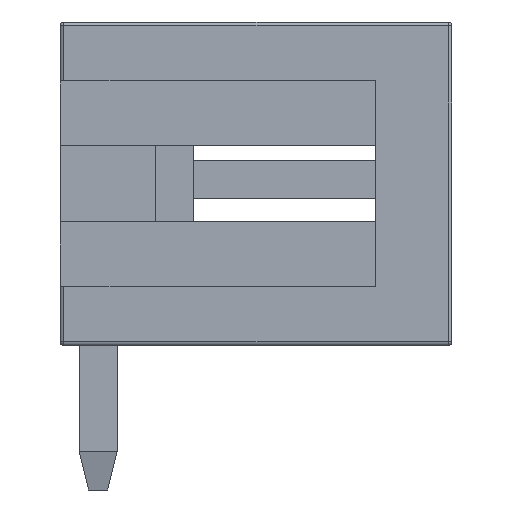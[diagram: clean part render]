
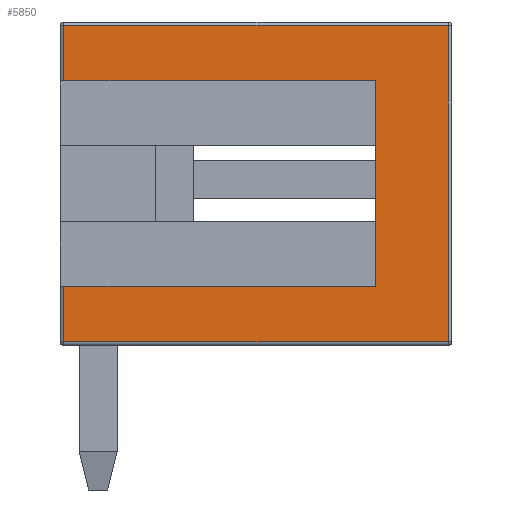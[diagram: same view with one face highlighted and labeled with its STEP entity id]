
A CAD part, left-side view. The second image highlights one B-rep face of the part: STEP entity #5850.
In plain terms, the highlighted planar face has unit normal (-1, 0, 0).
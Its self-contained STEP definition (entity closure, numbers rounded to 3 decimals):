
#2552 = VERTEX_POINT('',#2553);
#2553 = CARTESIAN_POINT('',(-2.8,0.9,0.1));
#2560 = EDGE_CURVE('',#2552,#2561,#2563,.T.);
#2561 = VERTEX_POINT('',#2562);
#2562 = CARTESIAN_POINT('',(-2.8,-9.2,0.1));
#2563 = LINE('',#2564,#2565);
#2564 = CARTESIAN_POINT('',(-2.8,1.,0.1));
#2565 = VECTOR('',#2566,1.);
#2566 = DIRECTION('',(0.,-1.,0.));
#5850 = ADVANCED_FACE('',(#5851),#5908,.F.);
#5851 = FACE_BOUND('',#5852,.F.);
#5852 = EDGE_LOOP('',(#5853,#5854,#5862,#5870,#5878,#5886,#5894,#5902));
#5853 = ORIENTED_EDGE('',*,*,#2560,.F.);
#5854 = ORIENTED_EDGE('',*,*,#5855,.F.);
#5855 = EDGE_CURVE('',#5856,#2552,#5858,.T.);
#5856 = VERTEX_POINT('',#5857);
#5857 = CARTESIAN_POINT('',(-2.8,0.9,1.55));
#5858 = LINE('',#5859,#5860);
#5859 = CARTESIAN_POINT('',(-2.8,0.9,8.5));
#5860 = VECTOR('',#5861,1.);
#5861 = DIRECTION('',(0.,0.,-1.));
#5862 = ORIENTED_EDGE('',*,*,#5863,.F.);
#5863 = EDGE_CURVE('',#5864,#5856,#5866,.T.);
#5864 = VERTEX_POINT('',#5865);
#5865 = CARTESIAN_POINT('',(-2.8,-7.3,1.55));
#5866 = LINE('',#5867,#5868);
#5867 = CARTESIAN_POINT('',(-2.8,-3.15,1.55));
#5868 = VECTOR('',#5869,1.);
#5869 = DIRECTION('',(0.,1.,0.));
#5870 = ORIENTED_EDGE('',*,*,#5871,.F.);
#5871 = EDGE_CURVE('',#5872,#5864,#5874,.T.);
#5872 = VERTEX_POINT('',#5873);
#5873 = CARTESIAN_POINT('',(-2.8,-7.3,6.95));
#5874 = LINE('',#5875,#5876);
#5875 = CARTESIAN_POINT('',(-2.8,-7.3,6.375));
#5876 = VECTOR('',#5877,1.);
#5877 = DIRECTION('',(0.,0.,-1.));
#5878 = ORIENTED_EDGE('',*,*,#5879,.F.);
#5879 = EDGE_CURVE('',#5880,#5872,#5882,.T.);
#5880 = VERTEX_POINT('',#5881);
#5881 = CARTESIAN_POINT('',(-2.8,0.9,6.95));
#5882 = LINE('',#5883,#5884);
#5883 = CARTESIAN_POINT('',(-2.8,5.15,6.95));
#5884 = VECTOR('',#5885,1.);
#5885 = DIRECTION('',(0.,-1.,0.));
#5886 = ORIENTED_EDGE('',*,*,#5887,.F.);
#5887 = EDGE_CURVE('',#5888,#5880,#5890,.T.);
#5888 = VERTEX_POINT('',#5889);
#5889 = CARTESIAN_POINT('',(-2.8,0.9,8.4));
#5890 = LINE('',#5891,#5892);
#5891 = CARTESIAN_POINT('',(-2.8,0.9,8.5));
#5892 = VECTOR('',#5893,1.);
#5893 = DIRECTION('',(0.,0.,-1.));
#5894 = ORIENTED_EDGE('',*,*,#5895,.T.);
#5895 = EDGE_CURVE('',#5888,#5896,#5898,.T.);
#5896 = VERTEX_POINT('',#5897);
#5897 = CARTESIAN_POINT('',(-2.8,-9.2,8.4));
#5898 = LINE('',#5899,#5900);
#5899 = CARTESIAN_POINT('',(-2.8,1.,8.4));
#5900 = VECTOR('',#5901,1.);
#5901 = DIRECTION('',(0.,-1.,0.));
#5902 = ORIENTED_EDGE('',*,*,#5903,.T.);
#5903 = EDGE_CURVE('',#5896,#2561,#5904,.T.);
#5904 = LINE('',#5905,#5906);
#5905 = CARTESIAN_POINT('',(-2.8,-9.2,8.5));
#5906 = VECTOR('',#5907,1.);
#5907 = DIRECTION('',(0.,0.,-1.));
#5908 = PLANE('',#5909);
#5909 = AXIS2_PLACEMENT_3D('',#5910,#5911,#5912);
#5910 = CARTESIAN_POINT('',(-2.8,1.,8.5));
#5911 = DIRECTION('',(1.,0.,0.));
#5912 = DIRECTION('',(0.,0.,-1.));
